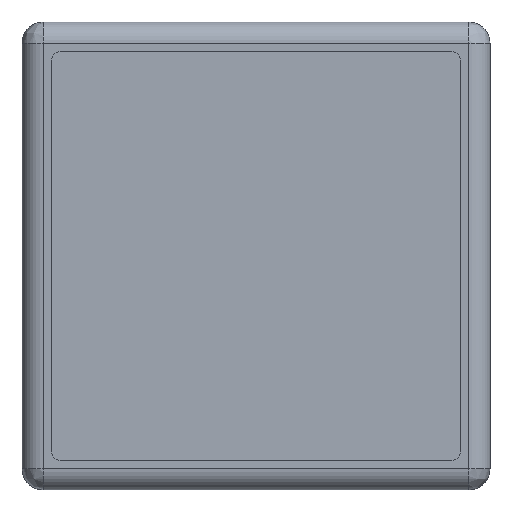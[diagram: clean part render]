
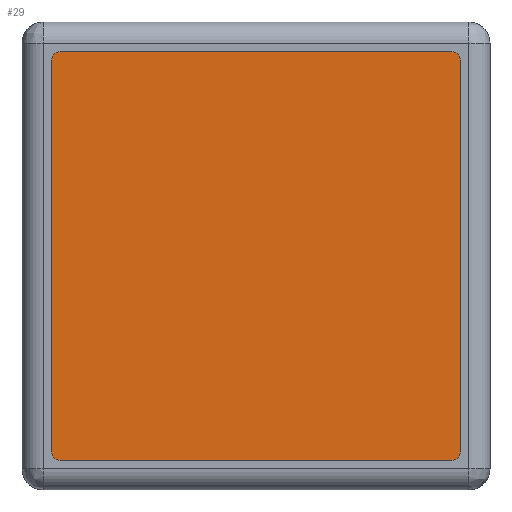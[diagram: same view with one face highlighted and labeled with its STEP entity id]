
A CAD part, front view. The second image highlights one B-rep face of the part: STEP entity #29.
In plain terms, the highlighted planar face has unit normal (0, -1, 0).
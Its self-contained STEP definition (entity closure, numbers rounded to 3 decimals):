
#29 = ADVANCED_FACE ( 'NONE', ( #385 ), #1010, .F. ) ;
#39 = LINE ( 'NONE', #673, #69 ) ;
#69 = VECTOR ( 'NONE', #679, 1000. ) ;
#105 = EDGE_CURVE ( 'NONE', #1027, #1058, #356, .T. ) ;
#128 = AXIS2_PLACEMENT_3D ( 'NONE', #992, #993, #1002 ) ;
#138 = AXIS2_PLACEMENT_3D ( 'NONE', #767, #768, #769 ) ;
#151 = EDGE_CURVE ( 'NONE', #877, #1040, #308, .T. ) ;
#167 = EDGE_CURVE ( 'NONE', #652, #1035, #292, .T. ) ;
#171 = EDGE_CURVE ( 'NONE', #1027, #877, #289, .T. ) ;
#174 = EDGE_CURVE ( 'NONE', #1035, #1021, #274, .T. ) ;
#176 = EDGE_CURVE ( 'NONE', #1058, #1041, #273, .T. ) ;
#178 = EDGE_CURVE ( 'NONE', #1041, #652, #267, .T. ) ;
#201 = AXIS2_PLACEMENT_3D ( 'NONE', #883, #899, #900 ) ;
#215 = AXIS2_PLACEMENT_3D ( 'NONE', #854, #903, #878 ) ;
#230 = AXIS2_PLACEMENT_3D ( 'NONE', #835, #892, #844 ) ;
#247 = EDGE_CURVE ( 'NONE', #1021, #1040, #39, .T. ) ;
#267 = CIRCLE ( 'NONE', #201, 2. ) ;
#272 = VECTOR ( 'NONE', #885, 1000. ) ;
#273 = LINE ( 'NONE', #904, #272 ) ;
#274 = CIRCLE ( 'NONE', #215, 2. ) ;
#285 = VECTOR ( 'NONE', #1001, 1000. ) ;
#289 = LINE ( 'NONE', #855, #285 ) ;
#292 = LINE ( 'NONE', #876, #295 ) ;
#295 = VECTOR ( 'NONE', #864, 1000. ) ;
#308 = CIRCLE ( 'NONE', #230, 2. ) ;
#338 = ORIENTED_EDGE ( 'NONE', *, *, #105, .F. ) ;
#356 = CIRCLE ( 'NONE', #138, 2. ) ;
#369 = ORIENTED_EDGE ( 'NONE', *, *, #174, .F. ) ;
#383 = ORIENTED_EDGE ( 'NONE', *, *, #178, .F. ) ;
#385 = FACE_OUTER_BOUND ( 'NONE', #459, .T. ) ;
#402 = ORIENTED_EDGE ( 'NONE', *, *, #167, .F. ) ;
#406 = ORIENTED_EDGE ( 'NONE', *, *, #176, .F. ) ;
#437 = ORIENTED_EDGE ( 'NONE', *, *, #171, .T. ) ;
#438 = ORIENTED_EDGE ( 'NONE', *, *, #151, .T. ) ;
#459 = EDGE_LOOP ( 'NONE', ( #438, #462, #369, #402, #383, #406, #338, #437 ) ) ;
#462 = ORIENTED_EDGE ( 'NONE', *, *, #247, .F. ) ;
#652 = VERTEX_POINT ( 'NONE', #708 ) ;
#673 = CARTESIAN_POINT ( 'NONE',  ( 0., 0., -48. ) ) ;
#679 = DIRECTION ( 'NONE',  ( -1., 0., 0. ) ) ;
#708 = CARTESIAN_POINT ( 'NONE',  ( 48., 0., 46. ) ) ;
#716 = CARTESIAN_POINT ( 'NONE',  ( -48., 0., -46. ) ) ;
#717 = CARTESIAN_POINT ( 'NONE',  ( 46., 0., -48. ) ) ;
#722 = CARTESIAN_POINT ( 'NONE',  ( -48., 0., 46. ) ) ;
#727 = CARTESIAN_POINT ( 'NONE',  ( 48., 0., -46. ) ) ;
#731 = CARTESIAN_POINT ( 'NONE',  ( -46., 0., -48. ) ) ;
#732 = CARTESIAN_POINT ( 'NONE',  ( 46., 0., 48. ) ) ;
#747 = CARTESIAN_POINT ( 'NONE',  ( -46., 0., 48. ) ) ;
#767 = CARTESIAN_POINT ( 'NONE',  ( -46., 0., 46. ) ) ;
#768 = DIRECTION ( 'NONE',  ( 0., 1., 0. ) ) ;
#769 = DIRECTION ( 'NONE',  ( 0., 0., -1. ) ) ;
#835 = CARTESIAN_POINT ( 'NONE',  ( -46., 0., -46. ) ) ;
#844 = DIRECTION ( 'NONE',  ( 0., 0., -1. ) ) ;
#854 = CARTESIAN_POINT ( 'NONE',  ( 46., 0., -46. ) ) ;
#855 = CARTESIAN_POINT ( 'NONE',  ( -48., 0., 0. ) ) ;
#864 = DIRECTION ( 'NONE',  ( 0., 0., -1. ) ) ;
#876 = CARTESIAN_POINT ( 'NONE',  ( 48., 0., 0. ) ) ;
#877 = VERTEX_POINT ( 'NONE', #716 ) ;
#878 = DIRECTION ( 'NONE',  ( 0., 0., -1. ) ) ;
#883 = CARTESIAN_POINT ( 'NONE',  ( 46., 0., 46. ) ) ;
#885 = DIRECTION ( 'NONE',  ( 1., 0., 0. ) ) ;
#892 = DIRECTION ( 'NONE',  ( 0., -1., 0. ) ) ;
#899 = DIRECTION ( 'NONE',  ( 0., 1., 0. ) ) ;
#900 = DIRECTION ( 'NONE',  ( 0., 0., -1. ) ) ;
#903 = DIRECTION ( 'NONE',  ( 0., 1., 0. ) ) ;
#904 = CARTESIAN_POINT ( 'NONE',  ( 0., 0., 48. ) ) ;
#992 = CARTESIAN_POINT ( 'NONE',  ( -48., 0., -48. ) ) ;
#993 = DIRECTION ( 'NONE',  ( 0., 1., 0. ) ) ;
#1001 = DIRECTION ( 'NONE',  ( 0., 0., -1. ) ) ;
#1002 = DIRECTION ( 'NONE',  ( 0., 0., 1. ) ) ;
#1010 = PLANE ( 'NONE',  #128 ) ;
#1021 = VERTEX_POINT ( 'NONE', #717 ) ;
#1027 = VERTEX_POINT ( 'NONE', #722 ) ;
#1035 = VERTEX_POINT ( 'NONE', #727 ) ;
#1040 = VERTEX_POINT ( 'NONE', #731 ) ;
#1041 = VERTEX_POINT ( 'NONE', #732 ) ;
#1058 = VERTEX_POINT ( 'NONE', #747 ) ;
